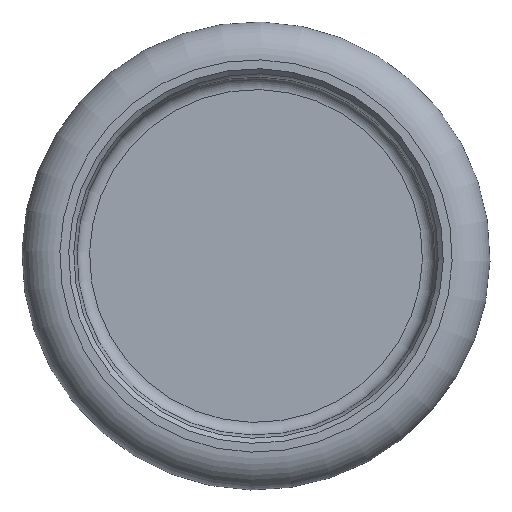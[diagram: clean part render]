
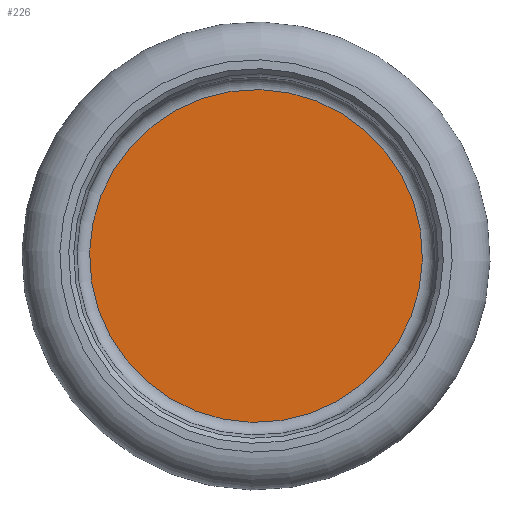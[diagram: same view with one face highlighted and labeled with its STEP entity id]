
A CAD part, left-side view. The second image highlights one B-rep face of the part: STEP entity #226.
In plain terms, the highlighted planar face has unit normal (-1, 0, 0).
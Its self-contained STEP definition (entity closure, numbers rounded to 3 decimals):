
#20=PLANE('',#273);
#44=FACE_OUTER_BOUND('',#60,.T.);
#60=EDGE_LOOP('',(#157));
#75=CIRCLE('',#263,13.15);
#97=VERTEX_POINT('',#387);
#114=EDGE_CURVE('',#97,#97,#75,.T.);
#157=ORIENTED_EDGE('',*,*,#114,.T.);
#226=ADVANCED_FACE('',(#44),#20,.T.);
#263=AXIS2_PLACEMENT_3D('',#388,#304,#305);
#273=AXIS2_PLACEMENT_3D('',#406,#326,#327);
#304=DIRECTION('center_axis',(-1.,0.,0.));
#305=DIRECTION('ref_axis',(0.,1.,0.));
#326=DIRECTION('center_axis',(-1.,0.,0.));
#327=DIRECTION('ref_axis',(0.,1.,0.));
#387=CARTESIAN_POINT('',(-1.5,-6.304,-11.54));
#388=CARTESIAN_POINT('Origin',(-1.5,0.,0.));
#406=CARTESIAN_POINT('Origin',(-1.5,15.65,0.));
